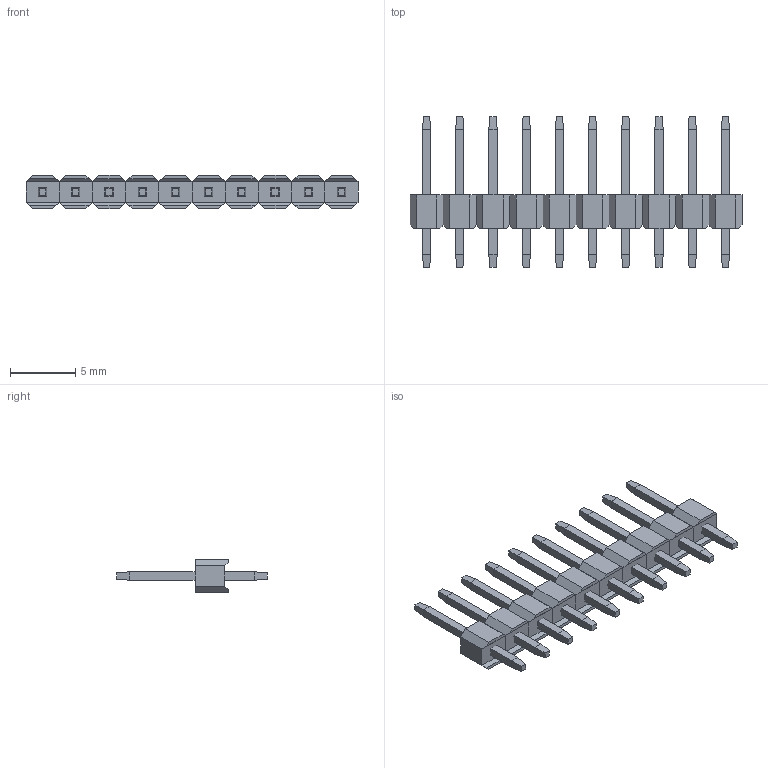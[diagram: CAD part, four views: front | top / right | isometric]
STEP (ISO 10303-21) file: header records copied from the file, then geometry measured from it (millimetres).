
FILE_DESCRIPTION (( 'STEP AP214' ), '1' );
FILE_NAME ('Header_Male_2.54_1x2_2211S-10G.STEP', '2018-06-21T17:25:24', ( '' ), ( '' ), 'SwSTEP 2.0', 'SolidWorks 2018', '' );
FILE_SCHEMA (( 'AUTOMOTIVE_DESIGN' ));
Length unit declared in the file: millimetre
Products named in the file (1): Header_Male_2.54_1x2_2211S-10G
Bounding box: 25.4 x 11.54 x 2.54 mm (x, y, z)
Volume: 175.8 mm3; surface area: 586.3 mm2
Topology: 30 solids, 30 shells, 340 faces, 720 edges, 440 vertices
Faces by surface type: plane 340
Entity records: 12425 total; most frequent: CARTESIAN_POINT 1501, ORIENTED_EDGE 1440, DIRECTION 1402, LINE 720, EDGE_CURVE 720, VECTOR 720, VERTEX_POINT 440, AXIS2_PLACEMENT_3D 341
